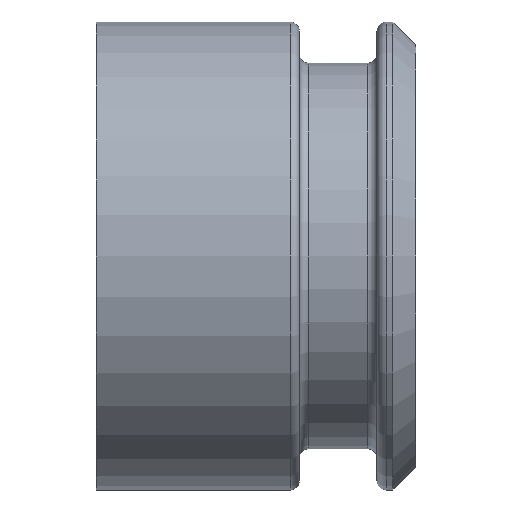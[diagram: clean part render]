
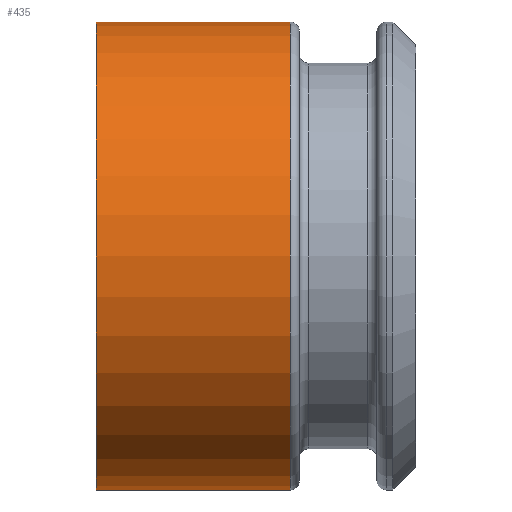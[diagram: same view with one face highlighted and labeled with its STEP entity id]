
A CAD part, left-side view. The second image highlights one B-rep face of the part: STEP entity #435.
In plain terms, the highlighted cylindrical face has radius 10.25 mm (diameter 20.5 mm), a partial arc.
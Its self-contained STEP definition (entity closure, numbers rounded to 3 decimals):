
#6 = LINE ( 'NONE', #521, #268 ) ;
#27 = AXIS2_PLACEMENT_3D ( 'NONE', #164, #253, #764 ) ;
#37 = DIRECTION ( 'NONE',  ( 0., -1., 0. ) ) ;
#57 = CARTESIAN_POINT ( 'NONE',  ( 0., 0., 10.25 ) ) ;
#63 = DIRECTION ( 'NONE',  ( 0., -1., 0. ) ) ;
#114 = ORIENTED_EDGE ( 'NONE', *, *, #537, .T. ) ;
#157 = CARTESIAN_POINT ( 'NONE',  ( 0., 14., 10.25 ) ) ;
#158 = CYLINDRICAL_SURFACE ( 'NONE', #712, 10.25 ) ;
#164 = CARTESIAN_POINT ( 'NONE',  ( 0., 5.5, 0. ) ) ;
#166 = VERTEX_POINT ( 'NONE', #237 ) ;
#172 = VERTEX_POINT ( 'NONE', #157 ) ;
#175 = DIRECTION ( 'NONE',  ( 0., 0., -1. ) ) ;
#185 = ORIENTED_EDGE ( 'NONE', *, *, #195, .T. ) ;
#195 = EDGE_CURVE ( 'NONE', #463, #356, #503, .T. ) ;
#237 = CARTESIAN_POINT ( 'NONE',  ( 0., 14., -10.25 ) ) ;
#253 = DIRECTION ( 'NONE',  ( 0., 1., 0. ) ) ;
#268 = VECTOR ( 'NONE', #63, 1000. ) ;
#283 = EDGE_CURVE ( 'NONE', #172, #356, #838, .T. ) ;
#297 = CARTESIAN_POINT ( 'NONE',  ( 0., 14., 0. ) ) ;
#354 = FACE_OUTER_BOUND ( 'NONE', #511, .T. ) ;
#356 = VERTEX_POINT ( 'NONE', #813 ) ;
#398 = EDGE_CURVE ( 'NONE', #172, #166, #692, .T. ) ;
#405 = ORIENTED_EDGE ( 'NONE', *, *, #398, .T. ) ;
#407 = CARTESIAN_POINT ( 'NONE',  ( 0., 0., 0. ) ) ;
#435 = ADVANCED_FACE ( 'NONE', ( #354 ), #158, .T. ) ;
#463 = VERTEX_POINT ( 'NONE', #718 ) ;
#503 = CIRCLE ( 'NONE', #27, 10.25 ) ;
#511 = EDGE_LOOP ( 'NONE', ( #538, #405, #114, #185 ) ) ;
#521 = CARTESIAN_POINT ( 'NONE',  ( 0., 0., -10.25 ) ) ;
#537 = EDGE_CURVE ( 'NONE', #166, #463, #6, .T. ) ;
#538 = ORIENTED_EDGE ( 'NONE', *, *, #283, .F. ) ;
#543 = DIRECTION ( 'NONE',  ( 0., -1., 0. ) ) ;
#557 = VECTOR ( 'NONE', #830, 1000. ) ;
#573 = AXIS2_PLACEMENT_3D ( 'NONE', #297, #37, #175 ) ;
#692 = CIRCLE ( 'NONE', #573, 10.25 ) ;
#712 = AXIS2_PLACEMENT_3D ( 'NONE', #407, #543, #807 ) ;
#718 = CARTESIAN_POINT ( 'NONE',  ( 0., 5.5, -10.25 ) ) ;
#764 = DIRECTION ( 'NONE',  ( 0., 0., -1. ) ) ;
#807 = DIRECTION ( 'NONE',  ( 0., 0., -1. ) ) ;
#813 = CARTESIAN_POINT ( 'NONE',  ( 0., 5.5, 10.25 ) ) ;
#830 = DIRECTION ( 'NONE',  ( 0., -1., 0. ) ) ;
#838 = LINE ( 'NONE', #57, #557 ) ;
